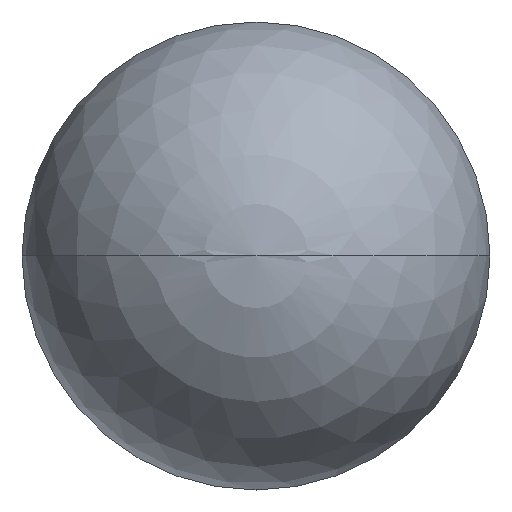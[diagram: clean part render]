
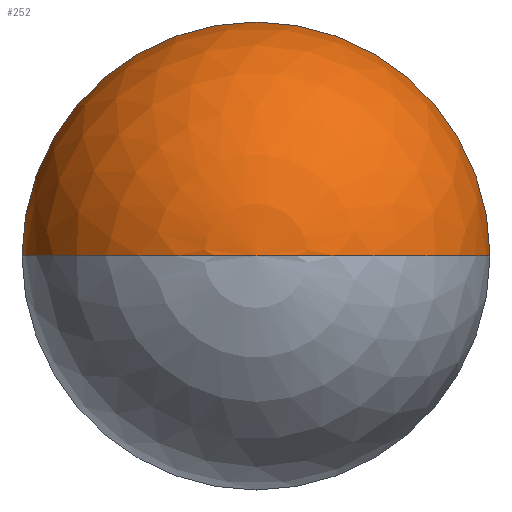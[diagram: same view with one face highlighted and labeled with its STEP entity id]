
A CAD part, left-side view. The second image highlights one B-rep face of the part: STEP entity #252.
In plain terms, the highlighted spherical face has radius 2 mm.
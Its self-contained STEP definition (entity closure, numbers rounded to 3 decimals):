
#206=VERTEX_POINT('',#447);
#252=ADVANCED_FACE('',(#496),#497,.T.);
#280=EDGE_CURVE('',#282,#292,#527,.T.);
#282=VERTEX_POINT('',#529);
#284=EDGE_CURVE('',#206,#282,#531,.T.);
#292=VERTEX_POINT('',#540);
#338=EDGE_CURVE('',#292,#206,#594,.T.);
#447=CARTESIAN_POINT('',(0.,0.,0.));
#496=FACE_OUTER_BOUND('',#777,.T.);
#497=SPHERICAL_SURFACE('',#778,2.);
#527=CIRCLE('',#818,2.);
#529=CARTESIAN_POINT('',(2.,2.,0.));
#531=CIRCLE('',#823,2.);
#540=CARTESIAN_POINT('',(2.,-2.,0.));
#594=CIRCLE('',#896,2.);
#777=EDGE_LOOP('',(#1080,#1081,#1082));
#778=AXIS2_PLACEMENT_3D('',#1083,#1084,#1085);
#818=AXIS2_PLACEMENT_3D('',#1119,#1120,#1121);
#823=AXIS2_PLACEMENT_3D('',#1122,#1123,#1124);
#896=AXIS2_PLACEMENT_3D('',#1218,#1219,#1220);
#1080=ORIENTED_EDGE('',*,*,#284,.F.);
#1081=ORIENTED_EDGE('',*,*,#338,.F.);
#1082=ORIENTED_EDGE('',*,*,#280,.F.);
#1083=CARTESIAN_POINT('',(2.,0.,0.));
#1084=DIRECTION('',(1.0,0.,0.));
#1085=DIRECTION('',(0.,1.0,0.));
#1119=CARTESIAN_POINT('',(2.,0.,0.));
#1120=DIRECTION('',(1.0,0.,0.));
#1121=DIRECTION('',(0.,1.0,0.));
#1122=CARTESIAN_POINT('',(2.,0.,0.));
#1123=DIRECTION('',(0.,0.,-1.0));
#1124=DIRECTION('',(0.0,-1.0,0.));
#1218=CARTESIAN_POINT('',(2.,0.,0.));
#1219=DIRECTION('',(0.,0.,-1.0));
#1220=DIRECTION('',(0.0,-1.0,0.));
